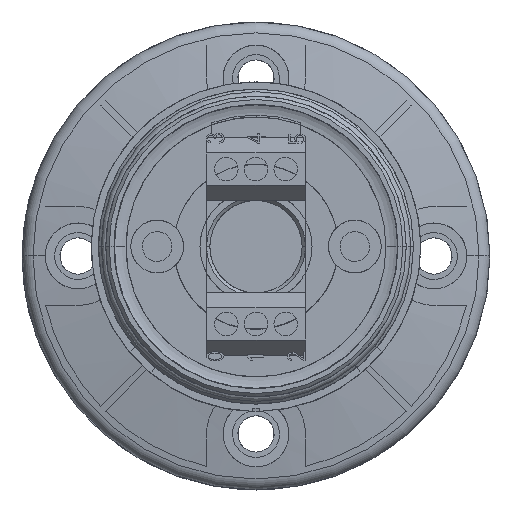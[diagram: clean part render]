
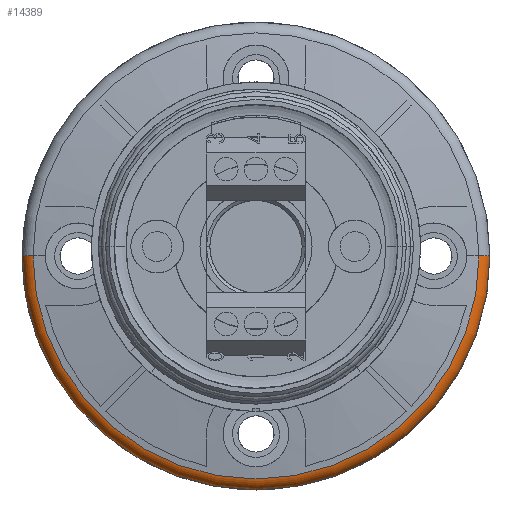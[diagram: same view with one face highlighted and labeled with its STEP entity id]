
A CAD part, top view. The second image highlights one B-rep face of the part: STEP entity #14389.
In plain terms, the highlighted toroidal (fillet/blend) face has major radius 33.5 mm and minor radius 2 mm.
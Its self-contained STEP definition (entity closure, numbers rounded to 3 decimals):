
#14346=CARTESIAN_POINT('',(-189.778,9.941,326.979));
#14347=DIRECTION('',(0.0,0.,-1.0));
#14348=DIRECTION('',(-1.0,0.0,0.0));
#14349=AXIS2_PLACEMENT_3D('',#14346,#14347,#14348);
#14350=TOROIDAL_SURFACE('',#14349,33.5,2.);
#14351=CARTESIAN_POINT('',(-155.931,9.941,328.949));
#14352=VERTEX_POINT('',#14351);
#14353=CARTESIAN_POINT('',(-223.625,9.941,328.949));
#14354=VERTEX_POINT('',#14353);
#14355=CARTESIAN_POINT('',(-189.778,9.941,328.949));
#14356=DIRECTION('',(0.0,0.0,-1.0));
#14357=DIRECTION('',(1.0,0.0,0.0));
#14358=AXIS2_PLACEMENT_3D('',#14355,#14356,#14357);
#14359=CIRCLE('',#14358,33.847);
#14360=EDGE_CURVE('',#14352,#14354,#14359,.T.);
#14361=ORIENTED_EDGE('',*,*,#14360,.T.);
#14362=CARTESIAN_POINT('',(-225.278,9.941,326.979));
#14363=VERTEX_POINT('',#14362);
#14364=CARTESIAN_POINT('',(-223.278,9.941,326.979));
#14365=DIRECTION('',(0.0,1.0,0.0));
#14366=DIRECTION('',(-1.0,0.0,0.0));
#14367=AXIS2_PLACEMENT_3D('',#14364,#14365,#14366);
#14368=CIRCLE('',#14367,2.);
#14369=EDGE_CURVE('',#14363,#14354,#14368,.T.);
#14370=ORIENTED_EDGE('',*,*,#14369,.F.);
#14371=CARTESIAN_POINT('',(-154.278,9.941,326.979));
#14372=VERTEX_POINT('',#14371);
#14373=CARTESIAN_POINT('',(-189.778,9.941,326.979));
#14374=DIRECTION('',(0.0,0.0,-1.0));
#14375=DIRECTION('',(1.0,0.0,0.0));
#14376=AXIS2_PLACEMENT_3D('',#14373,#14374,#14375);
#14377=CIRCLE('',#14376,35.5);
#14378=EDGE_CURVE('',#14372,#14363,#14377,.T.);
#14379=ORIENTED_EDGE('',*,*,#14378,.F.);
#14380=CARTESIAN_POINT('',(-156.278,9.941,326.979));
#14381=DIRECTION('',(0.0,-1.0,0.0));
#14382=DIRECTION('',(1.0,0.0,0.0));
#14383=AXIS2_PLACEMENT_3D('',#14380,#14381,#14382);
#14384=CIRCLE('',#14383,2.);
#14385=EDGE_CURVE('',#14372,#14352,#14384,.T.);
#14386=ORIENTED_EDGE('',*,*,#14385,.T.);
#14387=EDGE_LOOP('',(#14361,#14370,#14379,#14386));
#14388=FACE_OUTER_BOUND('',#14387,.T.);
#14389=ADVANCED_FACE('',(#14388),#14350,.T.);
